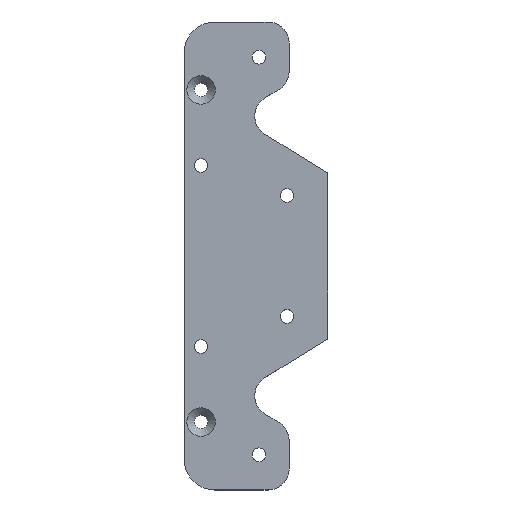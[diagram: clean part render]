
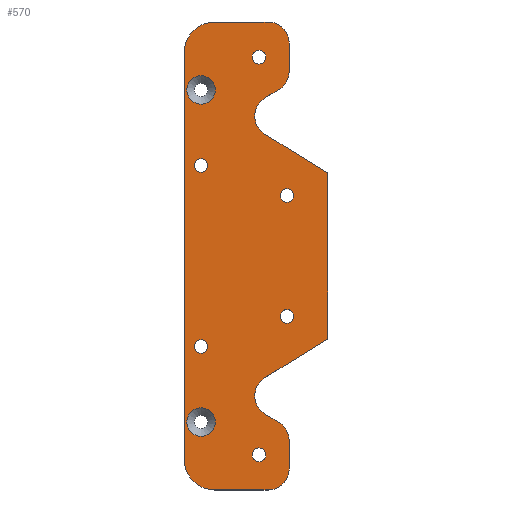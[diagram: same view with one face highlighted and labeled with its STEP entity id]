
A CAD part, top view. The second image highlights one B-rep face of the part: STEP entity #570.
In plain terms, the highlighted planar face has unit normal (0, 0, 1).
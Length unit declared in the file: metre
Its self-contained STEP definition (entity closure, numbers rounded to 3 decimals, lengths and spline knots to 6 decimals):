
#16=PLANE('',#635);
#28=LINE('',#878,#66);
#30=LINE('',#886,#68);
#34=LINE('',#895,#72);
#39=LINE('',#905,#77);
#40=LINE('',#933,#78);
#41=LINE('',#938,#79);
#42=LINE('',#939,#80);
#43=LINE('',#943,#81);
#44=LINE('',#947,#82);
#45=LINE('',#952,#83);
#66=VECTOR('',#705,1.);
#68=VECTOR('',#715,1.);
#72=VECTOR('',#721,1.);
#77=VECTOR('',#728,1.);
#78=VECTOR('',#763,1.);
#79=VECTOR('',#766,1.);
#80=VECTOR('',#767,1.);
#81=VECTOR('',#770,1.);
#82=VECTOR('',#773,1.);
#83=VECTOR('',#778,1.);
#148=ORIENTED_EDGE('',*,*,#288,.F.);
#149=ORIENTED_EDGE('',*,*,#289,.F.);
#150=ORIENTED_EDGE('',*,*,#258,.F.);
#151=ORIENTED_EDGE('',*,*,#256,.F.);
#152=ORIENTED_EDGE('',*,*,#254,.T.);
#153=ORIENTED_EDGE('',*,*,#252,.T.);
#154=ORIENTED_EDGE('',*,*,#285,.T.);
#155=ORIENTED_EDGE('',*,*,#287,.T.);
#156=ORIENTED_EDGE('',*,*,#290,.T.);
#157=ORIENTED_EDGE('',*,*,#291,.T.);
#158=ORIENTED_EDGE('',*,*,#292,.T.);
#159=ORIENTED_EDGE('',*,*,#263,.T.);
#160=ORIENTED_EDGE('',*,*,#266,.T.);
#161=ORIENTED_EDGE('',*,*,#269,.T.);
#162=ORIENTED_EDGE('',*,*,#293,.T.);
#163=ORIENTED_EDGE('',*,*,#294,.T.);
#164=ORIENTED_EDGE('',*,*,#295,.F.);
#165=ORIENTED_EDGE('',*,*,#296,.T.);
#166=ORIENTED_EDGE('',*,*,#297,.F.);
#167=ORIENTED_EDGE('',*,*,#298,.T.);
#168=ORIENTED_EDGE('',*,*,#270,.T.);
#169=ORIENTED_EDGE('',*,*,#274,.T.);
#170=ORIENTED_EDGE('',*,*,#279,.F.);
#171=ORIENTED_EDGE('',*,*,#299,.T.);
#172=ORIENTED_EDGE('',*,*,#300,.T.);
#173=ORIENTED_EDGE('',*,*,#301,.T.);
#252=EDGE_CURVE('',#326,#326,#382,.T.);
#254=EDGE_CURVE('',#328,#328,#384,.T.);
#256=EDGE_CURVE('',#330,#330,#386,.T.);
#258=EDGE_CURVE('',#332,#332,#388,.T.);
#263=EDGE_CURVE('',#334,#337,#391,.T.);
#266=EDGE_CURVE('',#337,#339,#28,.T.);
#269=EDGE_CURVE('',#339,#341,#393,.T.);
#270=EDGE_CURVE('',#342,#343,#30,.T.);
#274=EDGE_CURVE('',#343,#346,#34,.T.);
#279=EDGE_CURVE('',#349,#346,#39,.T.);
#285=EDGE_CURVE('',#355,#355,#399,.T.);
#287=EDGE_CURVE('',#357,#357,#401,.T.);
#288=EDGE_CURVE('',#358,#358,#402,.F.);
#289=EDGE_CURVE('',#359,#359,#403,.F.);
#290=EDGE_CURVE('',#360,#361,#40,.T.);
#291=EDGE_CURVE('',#361,#362,#404,.F.);
#292=EDGE_CURVE('',#362,#334,#41,.T.);
#293=EDGE_CURVE('',#341,#363,#42,.T.);
#294=EDGE_CURVE('',#363,#364,#405,.F.);
#295=EDGE_CURVE('',#365,#364,#43,.T.);
#296=EDGE_CURVE('',#365,#366,#406,.F.);
#297=EDGE_CURVE('',#367,#366,#44,.T.);
#298=EDGE_CURVE('',#367,#342,#407,.T.);
#299=EDGE_CURVE('',#349,#368,#408,.T.);
#300=EDGE_CURVE('',#368,#369,#45,.T.);
#301=EDGE_CURVE('',#369,#360,#409,.F.);
#326=VERTEX_POINT('',#846);
#328=VERTEX_POINT('',#851);
#330=VERTEX_POINT('',#856);
#332=VERTEX_POINT('',#861);
#334=VERTEX_POINT('',#866);
#337=VERTEX_POINT('',#871);
#339=VERTEX_POINT('',#877);
#341=VERTEX_POINT('',#883);
#342=VERTEX_POINT('',#887);
#343=VERTEX_POINT('',#888);
#346=VERTEX_POINT('',#896);
#349=VERTEX_POINT('',#904);
#355=VERTEX_POINT('',#922);
#357=VERTEX_POINT('',#927);
#358=VERTEX_POINT('',#930);
#359=VERTEX_POINT('',#932);
#360=VERTEX_POINT('',#934);
#361=VERTEX_POINT('',#935);
#362=VERTEX_POINT('',#937);
#363=VERTEX_POINT('',#940);
#364=VERTEX_POINT('',#942);
#365=VERTEX_POINT('',#944);
#366=VERTEX_POINT('',#946);
#367=VERTEX_POINT('',#948);
#368=VERTEX_POINT('',#951);
#369=VERTEX_POINT('',#953);
#382=CIRCLE('',#600,0.00225);
#384=CIRCLE('',#603,0.00225);
#386=CIRCLE('',#606,0.0047);
#388=CIRCLE('',#609,0.0047);
#391=CIRCLE('',#613,0.01);
#393=CIRCLE('',#617,0.01);
#399=CIRCLE('',#631,0.00225);
#401=CIRCLE('',#634,0.00225);
#402=CIRCLE('',#636,0.00225);
#403=CIRCLE('',#637,0.00225);
#404=CIRCLE('',#638,0.007);
#405=CIRCLE('',#639,0.007);
#406=CIRCLE('',#640,0.007);
#407=CIRCLE('',#641,0.007);
#408=CIRCLE('',#642,0.007);
#409=CIRCLE('',#643,0.007);
#444=EDGE_LOOP('',(#148));
#445=EDGE_LOOP('',(#149));
#446=EDGE_LOOP('',(#150));
#447=EDGE_LOOP('',(#151));
#448=EDGE_LOOP('',(#152));
#449=EDGE_LOOP('',(#153));
#450=EDGE_LOOP('',(#154));
#451=EDGE_LOOP('',(#155));
#452=EDGE_LOOP('',(#156,#157,#158,#159,#160,#161,#162,#163,#164,#165,#166,
#167,#168,#169,#170,#171,#172,#173));
#504=FACE_BOUND('',#444,.T.);
#505=FACE_BOUND('',#445,.T.);
#506=FACE_BOUND('',#446,.T.);
#507=FACE_BOUND('',#447,.T.);
#508=FACE_BOUND('',#448,.T.);
#509=FACE_BOUND('',#449,.T.);
#510=FACE_BOUND('',#450,.T.);
#511=FACE_BOUND('',#451,.T.);
#512=FACE_BOUND('',#452,.T.);
#570=ADVANCED_FACE('',(#504,#505,#506,#507,#508,#509,#510,#511,#512),#16,
 .F.);
#600=AXIS2_PLACEMENT_3D('',#845,#671,#672);
#603=AXIS2_PLACEMENT_3D('',#850,#677,#678);
#606=AXIS2_PLACEMENT_3D('',#855,#683,#684);
#609=AXIS2_PLACEMENT_3D('',#860,#689,#690);
#613=AXIS2_PLACEMENT_3D('',#872,#699,#700);
#617=AXIS2_PLACEMENT_3D('',#884,#711,#712);
#631=AXIS2_PLACEMENT_3D('',#921,#749,#750);
#634=AXIS2_PLACEMENT_3D('',#926,#755,#756);
#635=AXIS2_PLACEMENT_3D('',#928,#757,#758);
#636=AXIS2_PLACEMENT_3D('',#929,#759,#760);
#637=AXIS2_PLACEMENT_3D('',#931,#761,#762);
#638=AXIS2_PLACEMENT_3D('',#936,#764,#765);
#639=AXIS2_PLACEMENT_3D('',#941,#768,#769);
#640=AXIS2_PLACEMENT_3D('',#945,#771,#772);
#641=AXIS2_PLACEMENT_3D('',#949,#774,#775);
#642=AXIS2_PLACEMENT_3D('',#950,#776,#777);
#643=AXIS2_PLACEMENT_3D('',#954,#779,#780);
#671=DIRECTION('',(0.,0.,-1.));
#672=DIRECTION('',(-1.,0.,0.));
#677=DIRECTION('',(0.,0.,-1.));
#678=DIRECTION('',(-1.,0.,0.));
#683=DIRECTION('',(0.,0.,1.));
#684=DIRECTION('',(0.,-1.,0.));
#689=DIRECTION('',(0.,0.,1.));
#690=DIRECTION('',(0.,-1.,0.));
#699=DIRECTION('',(0.,0.,1.));
#700=DIRECTION('',(0.,1.,0.));
#705=DIRECTION('',(0.,-1.,0.));
#711=DIRECTION('',(0.,0.,1.));
#712=DIRECTION('',(0.,1.,0.));
#715=DIRECTION('',(0.85,0.526,0.));
#721=DIRECTION('',(0.,1.,0.));
#728=DIRECTION('',(0.85,-0.526,0.));
#749=DIRECTION('',(0.,0.,-1.));
#750=DIRECTION('',(-1.,0.,0.));
#755=DIRECTION('',(0.,0.,-1.));
#756=DIRECTION('',(-1.,0.,0.));
#757=DIRECTION('',(0.,0.,-1.));
#758=DIRECTION('',(0.,1.,0.));
#759=DIRECTION('',(0.,0.,-1.));
#760=DIRECTION('',(-1.,0.,0.));
#761=DIRECTION('',(0.,0.,-1.));
#762=DIRECTION('',(-1.,0.,0.));
#763=DIRECTION('',(0.,1.,0.));
#764=DIRECTION('',(0.,0.,-1.));
#765=DIRECTION('',(-1.,0.,0.));
#766=DIRECTION('',(-1.,0.,0.));
#767=DIRECTION('',(1.,0.,0.));
#768=DIRECTION('',(0.,0.,-1.));
#769=DIRECTION('',(-1.,0.,0.));
#770=DIRECTION('',(0.,-1.,0.));
#771=DIRECTION('',(0.,0.,-1.));
#772=DIRECTION('',(-1.,0.,0.));
#773=DIRECTION('',(0.85,-0.526,0.));
#774=DIRECTION('',(0.,0.,-1.));
#775=DIRECTION('',(-1.,0.,0.));
#776=DIRECTION('',(0.,0.,-1.));
#777=DIRECTION('',(-1.,0.,0.));
#778=DIRECTION('',(0.85,0.526,0.));
#779=DIRECTION('',(0.,0.,-1.));
#780=DIRECTION('',(-1.,0.,0.));
#845=CARTESIAN_POINT('',(-0.1125,0.03,0.004588));
#846=CARTESIAN_POINT('',(-0.11475,0.03,0.004588));
#850=CARTESIAN_POINT('',(-0.1125,-0.03,0.004588));
#851=CARTESIAN_POINT('',(-0.11475,-0.03,0.004588));
#855=CARTESIAN_POINT('',(-0.1125,0.055,0.004588));
#856=CARTESIAN_POINT('',(-0.1125,0.0503,0.004588));
#860=CARTESIAN_POINT('',(-0.1125,-0.055,0.004588));
#861=CARTESIAN_POINT('',(-0.1125,-0.0597,0.004588));
#866=CARTESIAN_POINT('',(-0.108,0.0775,0.004588));
#871=CARTESIAN_POINT('',(-0.118,0.0675,0.004588));
#872=CARTESIAN_POINT('',(-0.108,0.0675,0.004588));
#877=CARTESIAN_POINT('',(-0.118,-0.0675,0.004588));
#878=CARTESIAN_POINT('',(-0.118,-0.0675,0.004588));
#883=CARTESIAN_POINT('',(-0.108,-0.0775,0.004588));
#884=CARTESIAN_POINT('',(-0.108,-0.0675,0.004588));
#886=CARTESIAN_POINT('',(-0.085797,-0.036911,0.004588));
#887=CARTESIAN_POINT('',(-0.091384,-0.040369,0.004588));
#888=CARTESIAN_POINT('',(-0.070593,-0.0275,0.004588));
#895=CARTESIAN_POINT('',(-0.070593,0.,0.004588));
#896=CARTESIAN_POINT('',(-0.070593,0.0275,0.004588));
#904=CARTESIAN_POINT('',(-0.091384,0.040369,0.004588));
#905=CARTESIAN_POINT('',(-0.085797,0.036911,0.004588));
#921=CARTESIAN_POINT('',(-0.084056,0.02,0.004588));
#922=CARTESIAN_POINT('',(-0.086306,0.02,0.004588));
#926=CARTESIAN_POINT('',(-0.084056,-0.02,0.004588));
#927=CARTESIAN_POINT('',(-0.086306,-0.02,0.004588));
#928=CARTESIAN_POINT('',(-0.108,0.0675,0.004588));
#929=CARTESIAN_POINT('',(-0.093314,0.065834,0.004588));
#930=CARTESIAN_POINT('',(-0.095564,0.065834,0.004588));
#931=CARTESIAN_POINT('',(-0.093314,-0.065834,0.004588));
#932=CARTESIAN_POINT('',(-0.095564,-0.065834,0.004588));
#933=CARTESIAN_POINT('',(-0.083314,0.067384,0.004588));
#934=CARTESIAN_POINT('',(-0.083314,0.061168,0.004588));
#935=CARTESIAN_POINT('',(-0.083314,0.0705,0.004588));
#936=CARTESIAN_POINT('',(-0.090314,0.0705,0.004588));
#937=CARTESIAN_POINT('',(-0.090314,0.0775,0.004588));
#938=CARTESIAN_POINT('',(-0.108,0.0775,0.004588));
#939=CARTESIAN_POINT('',(-0.108,-0.0775,0.004588));
#940=CARTESIAN_POINT('',(-0.090314,-0.0775,0.004588));
#941=CARTESIAN_POINT('',(-0.090314,-0.0705,0.004588));
#942=CARTESIAN_POINT('',(-0.083314,-0.0705,0.004588));
#943=CARTESIAN_POINT('',(-0.083314,-0.067384,0.004588));
#944=CARTESIAN_POINT('',(-0.083314,-0.061168,0.004588));
#945=CARTESIAN_POINT('',(-0.090314,-0.061168,0.004588));
#946=CARTESIAN_POINT('',(-0.08663,-0.055216,0.004588));
#947=CARTESIAN_POINT('',(-0.092157,-0.051795,0.004588));
#948=CARTESIAN_POINT('',(-0.091384,-0.052273,0.004588));
#949=CARTESIAN_POINT('',(-0.0877,-0.046321,0.004588));
#950=CARTESIAN_POINT('',(-0.0877,0.046321,0.004588));
#951=CARTESIAN_POINT('',(-0.091384,0.052273,0.004588));
#952=CARTESIAN_POINT('',(-0.092157,0.051795,0.004588));
#953=CARTESIAN_POINT('',(-0.08663,0.055216,0.004588));
#954=CARTESIAN_POINT('',(-0.090314,0.061168,0.004588));
